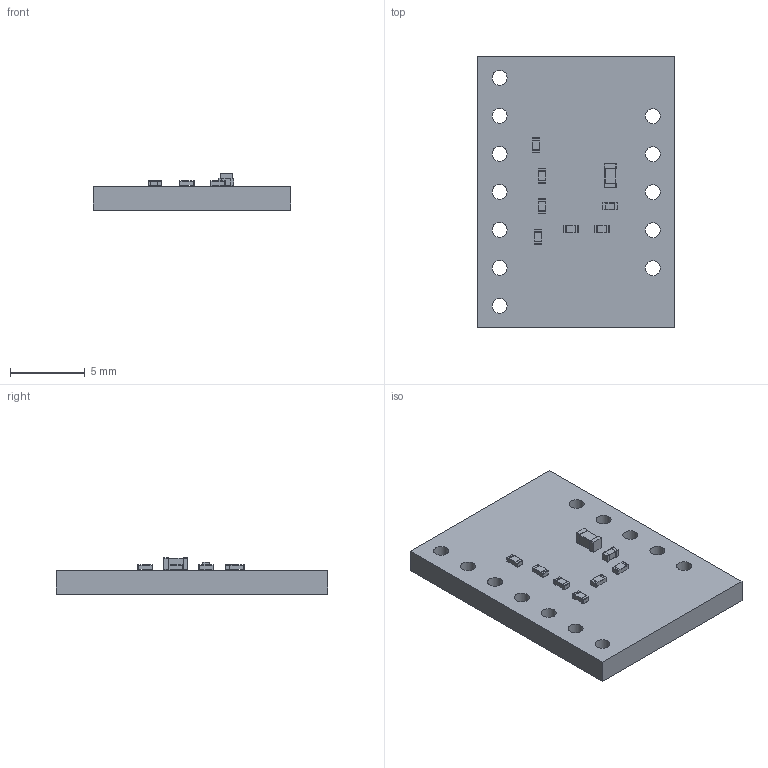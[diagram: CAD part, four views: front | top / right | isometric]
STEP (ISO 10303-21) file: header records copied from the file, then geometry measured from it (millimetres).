
FILE_DESCRIPTION(('KiCad electronic assembly'),'2;1');
FILE_NAME('bmi270-breakout.step','2024-01-03T04:00:15',('Pcbnew'),( 'Kicad'),'Open CASCADE STEP processor 7.6','KiCad to STEP converter' ,'Unknown');
FILE_SCHEMA(('AUTOMOTIVE_DESIGN { 1 0 10303 214 1 1 1 1 }'));
Length unit declared in the file: millimetre
Products named in the file (8): bmi270-breakout 1; R_0402_1005Metric; SOLID; C_0402_1005Metric; C_0603_1608Metric; PCB
Assembly tree (12 placements, depth 3):
  bmi270-breakout 1
    R_0402_1005Metric  x6
      SOLID
    C_0402_1005Metric
      SOLID
    C_0603_1608Metric
      SOLID
    PCB
Bounding box: 13.21 x 18.16 x 2.43 mm (x, y, z)
Volume: 366.2 mm3; surface area: 640.6 mm2
Topology: 9 solids, 9 shells, 230 faces, 600 edges, 392 vertices
Faces by surface type: plane 146, cylinder 84
Full cylindrical faces by diameter (mm): 1 x12
Entity records: 7446 total; most frequent: CARTESIAN_POINT 1401, DIRECTION 1038, LINE 604, VECTOR 604, ORIENTED_EDGE 520, PCURVE 520, DEFINITIONAL_REPRESENTATION 520, EDGE_CURVE 260
